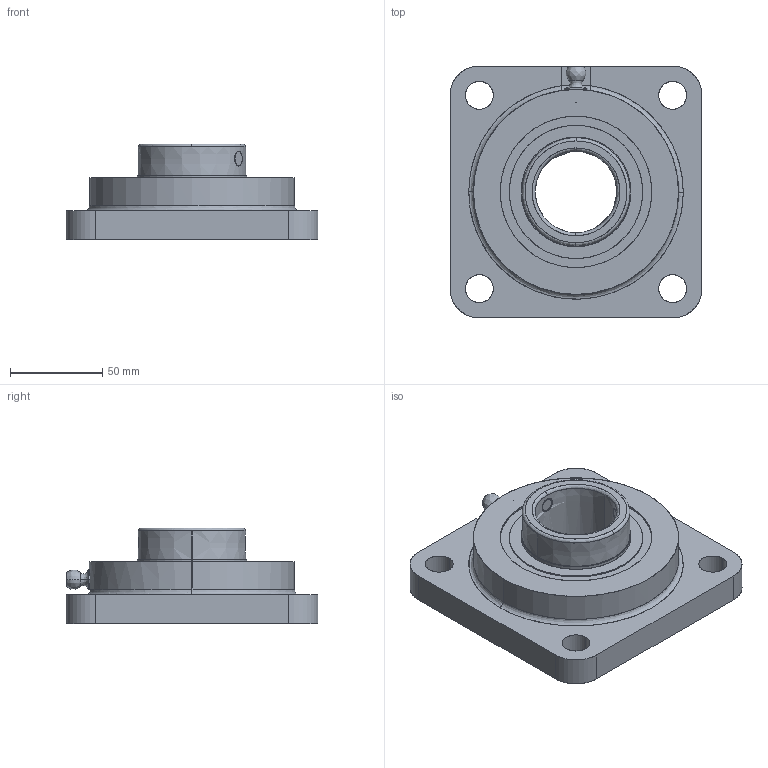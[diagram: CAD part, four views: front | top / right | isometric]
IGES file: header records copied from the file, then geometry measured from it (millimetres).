
Start section: SolidWorks IGES file using analytic representation for surfaces
Global section: file name: VFDEFAU0509954459109.igs; native system: SolidWorks 2012; preprocessor: SolidWorks 2012; author: partstream; date: 120509.095447; units: inch
Bounding box: 136.53 x 136.53 x 51.99 mm (x, y, z)
Surface area: 64822.7 mm2 (no closed solid volume)
Topology: 0 solids, 0 shells, 136 faces, 2751 edges, 2765 vertices
Faces by surface type: bspline 91, revolution 45
